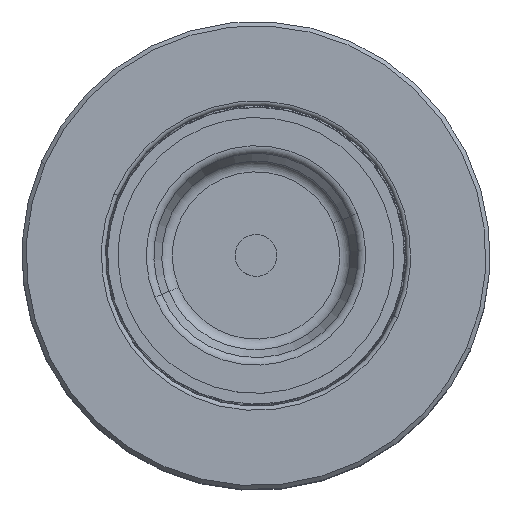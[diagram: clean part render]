
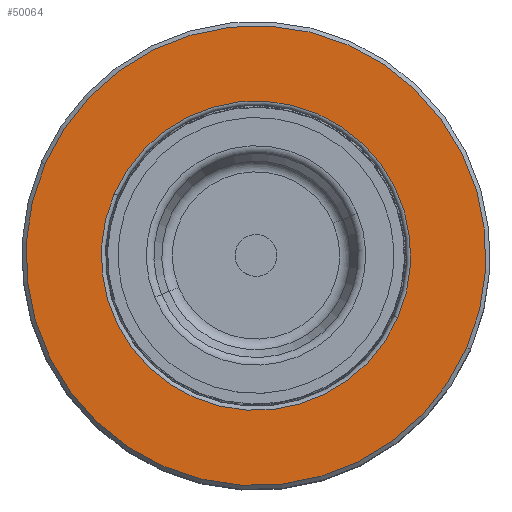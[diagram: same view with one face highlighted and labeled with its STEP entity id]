
A CAD part, top view. The second image highlights one B-rep face of the part: STEP entity #50064.
In plain terms, the highlighted face is planar.
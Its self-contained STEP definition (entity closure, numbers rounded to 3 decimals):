
#1047 = ORIENTED_EDGE ( 'NONE', *, *, #50246, .T. ) ;
#3085 = CIRCLE ( 'NONE', #29186, 18.5 ) ;
#4057 = CARTESIAN_POINT ( 'NONE',  ( 0., 33.687, 18.5 ) ) ;
#4761 = CARTESIAN_POINT ( 'NONE',  ( 0., 33.687, 0. ) ) ;
#6808 = CARTESIAN_POINT ( 'NONE',  ( 0., 33.687, 0. ) ) ;
#7424 = CIRCLE ( 'NONE', #19808, 18.5 ) ;
#11558 = VERTEX_POINT ( 'NONE', #4057 ) ;
#12037 = AXIS2_PLACEMENT_3D ( 'NONE', #36765, #23537, #32359 ) ;
#13146 = ORIENTED_EDGE ( 'NONE', *, *, #45459, .T. ) ;
#13488 = PLANE ( 'NONE',  #18564 ) ;
#13876 = CARTESIAN_POINT ( 'NONE',  ( 27.5, 33.687, 0. ) ) ;
#15408 = VERTEX_POINT ( 'NONE', #45023 ) ;
#15998 = CARTESIAN_POINT ( 'NONE',  ( 0., 33.687, -18.5 ) ) ;
#17410 = FACE_OUTER_BOUND ( 'NONE', #46752, .T. ) ;
#18564 = AXIS2_PLACEMENT_3D ( 'NONE', #13876, #48858, #22627 ) ;
#19808 = AXIS2_PLACEMENT_3D ( 'NONE', #4761, #27079, #39729 ) ;
#20234 = EDGE_CURVE ( 'NONE', #15408, #55716, #31355, .T. ) ;
#20285 = CARTESIAN_POINT ( 'NONE',  ( 0., 33.687, 27.5 ) ) ;
#22627 = DIRECTION ( 'NONE',  ( 0., 0., 1. ) ) ;
#23480 = VERTEX_POINT ( 'NONE', #15998 ) ;
#23537 = DIRECTION ( 'NONE',  ( 0., -1., 0. ) ) ;
#26225 = EDGE_LOOP ( 'NONE', ( #13146, #1047 ) ) ;
#27079 = DIRECTION ( 'NONE',  ( 0., -1., 0. ) ) ;
#27250 = ORIENTED_EDGE ( 'NONE', *, *, #20234, .F. ) ;
#29186 = AXIS2_PLACEMENT_3D ( 'NONE', #36784, #45764, #41200 ) ;
#31355 = CIRCLE ( 'NONE', #46861, 27.5 ) ;
#32359 = DIRECTION ( 'NONE',  ( 0., 0., -1. ) ) ;
#36665 = DIRECTION ( 'NONE',  ( 0., -1., 0. ) ) ;
#36765 = CARTESIAN_POINT ( 'NONE',  ( 0., 33.687, 0. ) ) ;
#36784 = CARTESIAN_POINT ( 'NONE',  ( 0., 33.687, 0. ) ) ;
#38014 = EDGE_CURVE ( 'NONE', #55716, #15408, #44045, .T. ) ;
#39729 = DIRECTION ( 'NONE',  ( 0., 0., -1. ) ) ;
#41072 = DIRECTION ( 'NONE',  ( 0., 0., -1. ) ) ;
#41200 = DIRECTION ( 'NONE',  ( 0., 0., -1. ) ) ;
#44045 = CIRCLE ( 'NONE', #12037, 27.5 ) ;
#45023 = CARTESIAN_POINT ( 'NONE',  ( 0., 33.687, -27.5 ) ) ;
#45459 = EDGE_CURVE ( 'NONE', #23480, #11558, #7424, .T. ) ;
#45764 = DIRECTION ( 'NONE',  ( 0., -1., 0. ) ) ;
#45836 = ORIENTED_EDGE ( 'NONE', *, *, #38014, .F. ) ;
#46752 = EDGE_LOOP ( 'NONE', ( #27250, #45836 ) ) ;
#46861 = AXIS2_PLACEMENT_3D ( 'NONE', #6808, #36665, #41072 ) ;
#48858 = DIRECTION ( 'NONE',  ( 0., 1., 0. ) ) ;
#48941 = FACE_BOUND ( 'NONE', #26225, .T. ) ;
#50064 = ADVANCED_FACE ( 'NONE', ( #48941, #17410 ), #13488, .T. ) ;
#50246 = EDGE_CURVE ( 'NONE', #11558, #23480, #3085, .T. ) ;
#55716 = VERTEX_POINT ( 'NONE', #20285 ) ;
